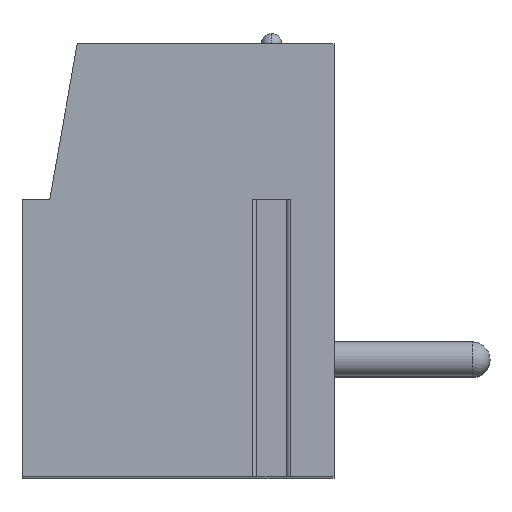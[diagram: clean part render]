
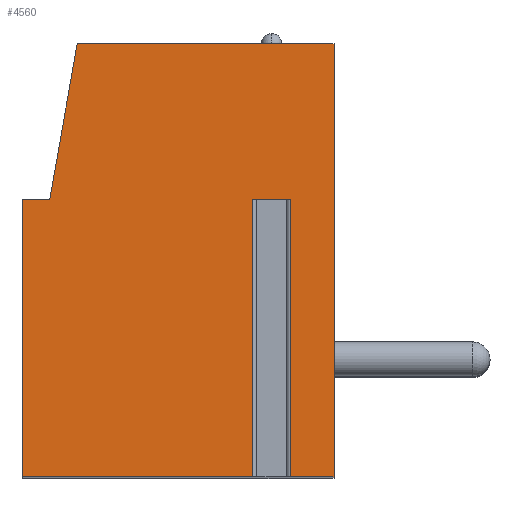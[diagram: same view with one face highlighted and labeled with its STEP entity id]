
A CAD part, top view. The second image highlights one B-rep face of the part: STEP entity #4560.
In plain terms, the highlighted planar face has unit normal (0, 0, 1).
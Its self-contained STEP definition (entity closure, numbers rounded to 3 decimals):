
#13=DIRECTION('',(-1.,0.,0.));
#14=VECTOR('',#13,1.112);
#15=CARTESIAN_POINT('',(3.256,1.75,22.86));
#16=LINE('',#15,#14);
#17=DIRECTION('',(0.,-1.,0.));
#18=VECTOR('',#17,8.);
#19=CARTESIAN_POINT('',(2.144,1.75,22.86));
#20=LINE('',#19,#18);
#21=DIRECTION('',(1.,0.,0.));
#22=VECTOR('',#21,6.644);
#23=CARTESIAN_POINT('',(-4.5,-6.25,22.86));
#24=LINE('',#23,#22);
#25=DIRECTION('',(0.,-1.,0.));
#26=VECTOR('',#25,8.);
#27=CARTESIAN_POINT('',(-4.5,1.75,22.86));
#28=LINE('',#27,#26);
#29=DIRECTION('',(-1.,0.,0.));
#30=VECTOR('',#29,0.8);
#31=CARTESIAN_POINT('',(-3.7,1.75,22.86));
#32=LINE('',#31,#30);
#33=DIRECTION('',(-0.174,-0.985,0.));
#34=VECTOR('',#33,4.569);
#35=CARTESIAN_POINT('',(-2.907,6.25,22.86));
#36=LINE('',#35,#34);
#37=DIRECTION('',(-1.,0.,0.));
#38=VECTOR('',#37,7.407);
#39=CARTESIAN_POINT('',(4.5,6.25,22.86));
#40=LINE('',#39,#38);
#41=DIRECTION('',(0.,1.,0.));
#42=VECTOR('',#41,12.5);
#43=CARTESIAN_POINT('',(4.5,-6.25,22.86));
#44=LINE('',#43,#42);
#45=DIRECTION('',(1.,0.,0.));
#46=VECTOR('',#45,1.244);
#47=CARTESIAN_POINT('',(3.256,-6.25,22.86));
#48=LINE('',#47,#46);
#49=DIRECTION('',(0.,-1.,0.));
#50=VECTOR('',#49,8.);
#51=CARTESIAN_POINT('',(3.256,1.75,22.86));
#52=LINE('',#51,#50);
#3575=CARTESIAN_POINT('',(-3.7,1.75,22.86));
#3576=CARTESIAN_POINT('',(-4.5,1.75,22.86));
#3577=VERTEX_POINT('',#3575);
#3578=VERTEX_POINT('',#3576);
#3579=CARTESIAN_POINT('',(-4.5,-6.25,22.86));
#3580=VERTEX_POINT('',#3579);
#3581=CARTESIAN_POINT('',(4.5,-6.25,22.86));
#3582=CARTESIAN_POINT('',(4.5,6.25,22.86));
#3583=VERTEX_POINT('',#3581);
#3584=VERTEX_POINT('',#3582);
#3585=CARTESIAN_POINT('',(-2.907,6.25,22.86));
#3586=VERTEX_POINT('',#3585);
#3635=CARTESIAN_POINT('',(3.256,1.75,22.86));
#3636=CARTESIAN_POINT('',(2.144,1.75,22.86));
#3637=VERTEX_POINT('',#3635);
#3638=VERTEX_POINT('',#3636);
#3639=CARTESIAN_POINT('',(2.144,-6.25,22.86));
#3640=VERTEX_POINT('',#3639);
#3641=CARTESIAN_POINT('',(3.256,-6.25,22.86));
#3642=VERTEX_POINT('',#3641);
#4533=CARTESIAN_POINT('',(0.,0.,22.86));
#4534=DIRECTION('',(0.,0.,1.));
#4535=DIRECTION('',(1.,0.,0.));
#4536=AXIS2_PLACEMENT_3D('',#4533,#4534,#4535);
#4537=PLANE('',#4536);
#4539=ORIENTED_EDGE('',*,*,#4538,.T.);
#4541=ORIENTED_EDGE('',*,*,#4540,.T.);
#4543=ORIENTED_EDGE('',*,*,#4542,.F.);
#4545=ORIENTED_EDGE('',*,*,#4544,.F.);
#4547=ORIENTED_EDGE('',*,*,#4546,.F.);
#4549=ORIENTED_EDGE('',*,*,#4548,.F.);
#4551=ORIENTED_EDGE('',*,*,#4550,.F.);
#4553=ORIENTED_EDGE('',*,*,#4552,.F.);
#4555=ORIENTED_EDGE('',*,*,#4554,.F.);
#4557=ORIENTED_EDGE('',*,*,#4556,.F.);
#4558=EDGE_LOOP('',(#4539,#4541,#4543,#4545,#4547,#4549,#4551,#4553,#4555,
#4557));
#4559=FACE_OUTER_BOUND('',#4558,.F.);
#4538=EDGE_CURVE('',#3637,#3638,#16,.T.);
#4540=EDGE_CURVE('',#3638,#3640,#20,.T.);
#4542=EDGE_CURVE('',#3580,#3640,#24,.T.);
#4544=EDGE_CURVE('',#3578,#3580,#28,.T.);
#4546=EDGE_CURVE('',#3577,#3578,#32,.T.);
#4548=EDGE_CURVE('',#3586,#3577,#36,.T.);
#4550=EDGE_CURVE('',#3584,#3586,#40,.T.);
#4552=EDGE_CURVE('',#3583,#3584,#44,.T.);
#4554=EDGE_CURVE('',#3642,#3583,#48,.T.);
#4556=EDGE_CURVE('',#3637,#3642,#52,.T.);
#4560=ADVANCED_FACE('',(#4559),#4537,.T.);
